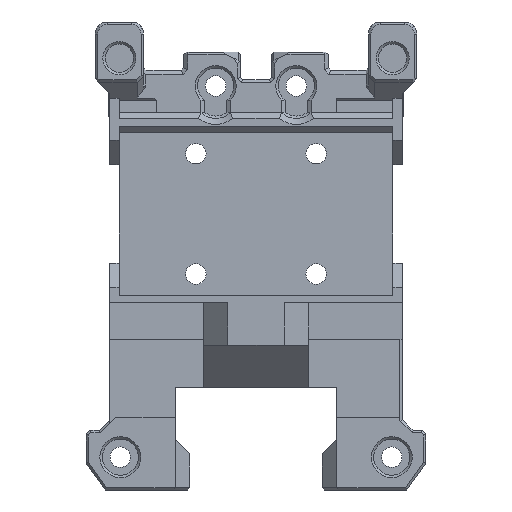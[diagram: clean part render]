
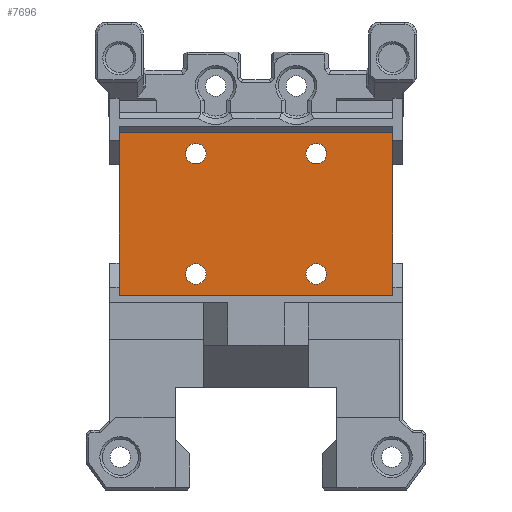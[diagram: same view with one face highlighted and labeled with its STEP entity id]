
A CAD part, left-side view. The second image highlights one B-rep face of the part: STEP entity #7696.
In plain terms, the highlighted planar face has unit normal (-1, 0, 0).
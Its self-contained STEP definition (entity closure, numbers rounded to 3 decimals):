
#83=FACE_BOUND('',#955,.T.);
#84=FACE_BOUND('',#956,.T.);
#85=FACE_BOUND('',#957,.T.);
#86=FACE_BOUND('',#958,.T.);
#207=CIRCLE('',#8229,1.7);
#208=CIRCLE('',#8231,1.7);
#209=CIRCLE('',#8233,1.7);
#210=CIRCLE('',#8235,1.7);
#513=FACE_OUTER_BOUND('',#954,.T.);
#954=EDGE_LOOP('',(#6054,#6055,#6056,#6057,#6058,#6059,#6060,#6061));
#955=EDGE_LOOP('',(#6062));
#956=EDGE_LOOP('',(#6063));
#957=EDGE_LOOP('',(#6064));
#958=EDGE_LOOP('',(#6065));
#1737=LINE('',#11959,#2680);
#1740=LINE('',#11965,#2683);
#1741=LINE('',#11967,#2684);
#1742=LINE('',#11969,#2685);
#1743=LINE('',#11970,#2686);
#1744=LINE('',#11972,#2687);
#1745=LINE('',#11973,#2688);
#1746=LINE('',#11974,#2689);
#2680=VECTOR('',#9672,10.);
#2683=VECTOR('',#9677,10.);
#2684=VECTOR('',#9678,10.);
#2685=VECTOR('',#9679,10.);
#2686=VECTOR('',#9680,10.);
#2687=VECTOR('',#9681,10.);
#2688=VECTOR('',#9682,10.);
#2689=VECTOR('',#9683,10.);
#3491=VERTEX_POINT('',#11890);
#3492=VERTEX_POINT('',#11894);
#3493=VERTEX_POINT('',#11898);
#3494=VERTEX_POINT('',#11902);
#3500=VERTEX_POINT('',#11926);
#3511=VERTEX_POINT('',#11957);
#3512=VERTEX_POINT('',#11958);
#3513=VERTEX_POINT('',#11963);
#3514=VERTEX_POINT('',#11964);
#3515=VERTEX_POINT('',#11966);
#3516=VERTEX_POINT('',#11968);
#3517=VERTEX_POINT('',#11971);
#4395=EDGE_CURVE('',#3491,#3491,#207,.T.);
#4397=EDGE_CURVE('',#3492,#3492,#208,.T.);
#4399=EDGE_CURVE('',#3493,#3493,#209,.T.);
#4401=EDGE_CURVE('',#3494,#3494,#210,.T.);
#4425=EDGE_CURVE('',#3511,#3512,#1737,.T.);
#4428=EDGE_CURVE('',#3513,#3514,#1740,.T.);
#4429=EDGE_CURVE('',#3515,#3513,#1741,.T.);
#4430=EDGE_CURVE('',#3515,#3516,#1742,.T.);
#4431=EDGE_CURVE('',#3512,#3516,#1743,.T.);
#4432=EDGE_CURVE('',#3517,#3511,#1744,.T.);
#4433=EDGE_CURVE('',#3517,#3500,#1745,.T.);
#4434=EDGE_CURVE('',#3514,#3500,#1746,.T.);
#6054=ORIENTED_EDGE('',*,*,#4428,.F.);
#6055=ORIENTED_EDGE('',*,*,#4429,.F.);
#6056=ORIENTED_EDGE('',*,*,#4430,.T.);
#6057=ORIENTED_EDGE('',*,*,#4431,.F.);
#6058=ORIENTED_EDGE('',*,*,#4425,.F.);
#6059=ORIENTED_EDGE('',*,*,#4432,.F.);
#6060=ORIENTED_EDGE('',*,*,#4433,.T.);
#6061=ORIENTED_EDGE('',*,*,#4434,.F.);
#6062=ORIENTED_EDGE('',*,*,#4397,.T.);
#6063=ORIENTED_EDGE('',*,*,#4401,.T.);
#6064=ORIENTED_EDGE('',*,*,#4395,.T.);
#6065=ORIENTED_EDGE('',*,*,#4399,.T.);
#7317=PLANE('',#8246);
#7696=ADVANCED_FACE('',(#513,#83,#84,#85,#86),#7317,.T.);
#8229=AXIS2_PLACEMENT_3D('',#11892,#9615,#9616);
#8231=AXIS2_PLACEMENT_3D('',#11896,#9620,#9621);
#8233=AXIS2_PLACEMENT_3D('',#11900,#9625,#9626);
#8235=AXIS2_PLACEMENT_3D('',#11904,#9630,#9631);
#8246=AXIS2_PLACEMENT_3D('',#11962,#9675,#9676);
#9615=DIRECTION('center_axis',(1.,0.,0.));
#9616=DIRECTION('ref_axis',(0.,0.,
1.));
#9620=DIRECTION('center_axis',(1.,0.,0.));
#9621=DIRECTION('ref_axis',(0.,0.,
1.));
#9625=DIRECTION('center_axis',(1.,0.,0.));
#9626=DIRECTION('ref_axis',(0.,0.,1.));
#9630=DIRECTION('center_axis',(1.,0.,0.));
#9631=DIRECTION('ref_axis',(0.,0.,
1.));
#9672=DIRECTION('',(0.,1.,0.));
#9675=DIRECTION('center_axis',(-1.,0.,0.));
#9676=DIRECTION('ref_axis',(0.,-1.,0.));
#9677=DIRECTION('',(0.,-1.,0.));
#9678=DIRECTION('',(0.,0.,1.));
#9679=DIRECTION('',(0.,0.,-1.));
#9680=DIRECTION('',(0.,0.,1.));
#9681=DIRECTION('',(0.,0.,-1.));
#9682=DIRECTION('',(0.,0.,1.));
#9683=DIRECTION('',(0.,0.,-1.));
#11890=CARTESIAN_POINT('',(131.85,67.685,0.95));
#11892=CARTESIAN_POINT('Origin',(131.85,67.685,2.65));
#11894=CARTESIAN_POINT('',(131.85,87.685,0.95));
#11896=CARTESIAN_POINT('Origin',(131.85,87.685,2.65));
#11898=CARTESIAN_POINT('',(131.85,87.685,20.95));
#11900=CARTESIAN_POINT('Origin',(131.85,87.685,22.65));
#11902=CARTESIAN_POINT('',(131.85,67.685,20.95));
#11904=CARTESIAN_POINT('Origin',(131.85,67.685,22.65));
#11926=CARTESIAN_POINT('',(131.85,54.935,20.85));
#11957=CARTESIAN_POINT('',(131.85,54.935,-0.95));
#11958=CARTESIAN_POINT('',(131.85,100.435,-0.95));
#11959=CARTESIAN_POINT('',(131.85,76.367,-0.95));
#11962=CARTESIAN_POINT('Origin',(131.85,100.435,4.45));
#11963=CARTESIAN_POINT('',(131.85,100.435,26.25));
#11964=CARTESIAN_POINT('',(131.85,54.935,26.25));
#11965=CARTESIAN_POINT('',(131.85,101.778,26.25));
#11966=CARTESIAN_POINT('',(131.85,100.435,20.85));
#11967=CARTESIAN_POINT('',(131.85,100.435,1.48));
#11968=CARTESIAN_POINT('',(131.85,100.435,4.45));
#11969=CARTESIAN_POINT('',(131.85,100.435,1.48));
#11970=CARTESIAN_POINT('',(131.85,100.435,1.48));
#11971=CARTESIAN_POINT('',(131.85,54.935,4.45));
#11972=CARTESIAN_POINT('',(131.85,54.935,4.72));
#11973=CARTESIAN_POINT('',(131.85,54.935,4.72));
#11974=CARTESIAN_POINT('',(131.85,54.935,4.72));
